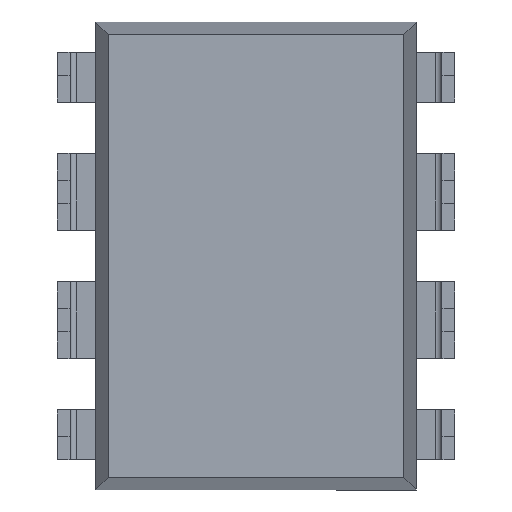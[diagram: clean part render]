
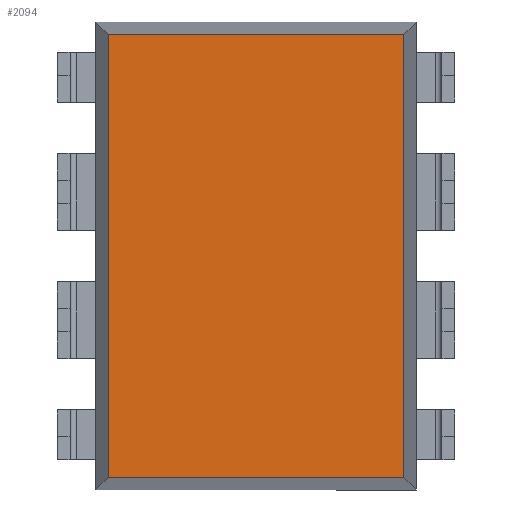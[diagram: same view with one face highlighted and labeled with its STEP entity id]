
A CAD part, front view. The second image highlights one B-rep face of the part: STEP entity #2094.
In plain terms, the highlighted planar face has unit normal (0, -1, 0).
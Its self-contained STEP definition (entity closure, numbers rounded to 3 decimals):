
#21=DIRECTION ( 'NONE',  ( 0., 0., 1. ) );
#79=LINE ( 'NONE', #2649, #287 );
#90=DIRECTION ( 'NONE',  ( 1., 0., 0. ) );
#98=DIRECTION ( 'NONE',  ( -1., 0., 0. ) );
#121=VECTOR ( 'NONE', #21, 1000. );
#129=VECTOR ( 'NONE', #98, 1000. );
#147=VECTOR ( 'NONE', #857, 1000. );
#272=CARTESIAN_POINT ( 'NONE',  ( 2.928, -2.477, 0. ) );
#287=VECTOR ( 'NONE', #90, 1000. );
#378=ORIENTED_EDGE ( 'NONE', *, *, #1342, .T. );
#521=EDGE_CURVE ( 'NONE', #2273, #1555, #2218, .T. );
#710=CARTESIAN_POINT ( 'NONE',  ( 0., -2.477, 4.389 ) );
#809=CARTESIAN_POINT ( 'NONE',  ( -2.928, -2.477, -4.389 ) );
#831=ORIENTED_EDGE ( 'NONE', *, *, #858, .T. );
#857=DIRECTION ( 'NONE',  ( 0., 0., -1. ) );
#858=EDGE_CURVE ( 'NONE', #1555, #1476, #79, .T. );
#890=DIRECTION ( 'NONE',  ( 0., -1., 0. ) );
#1259=CARTESIAN_POINT ( 'NONE',  ( -2.928, -2.477, 4.389 ) );
#1311=CARTESIAN_POINT ( 'NONE',  ( 0., -2.477, 0. ) );
#1342=EDGE_CURVE ( 'NONE', #1845, #2273, #1888, .T. );
#1352=ORIENTED_EDGE ( 'NONE', *, *, #521, .T. );
#1362=CARTESIAN_POINT ( 'NONE',  ( 2.928, -2.477, -4.389 ) );
#1476=VERTEX_POINT ( 'NONE', #1362 );
#1555=VERTEX_POINT ( 'NONE', #809 );
#1580=AXIS2_PLACEMENT_3D ( 'NONE', #1311, #890, #857 );
#1742=EDGE_CURVE ( 'NONE', #1476, #1845, #1832, .T. );
#1832=LINE ( 'NONE', #272, #121 );
#1845=VERTEX_POINT ( 'NONE', #2396 );
#1888=LINE ( 'NONE', #710, #129 );
#2094=ADVANCED_FACE ( 'NONE', ( #2347 ), #2488, .T. );
#2218=LINE ( 'NONE', #2434, #147 );
#2273=VERTEX_POINT ( 'NONE', #1259 );
#2347=FACE_OUTER_BOUND ( 'NONE', #2453, .T. );
#2396=CARTESIAN_POINT ( 'NONE',  ( 2.928, -2.477, 4.389 ) );
#2434=CARTESIAN_POINT ( 'NONE',  ( -2.928, -2.477, 0. ) );
#2453=EDGE_LOOP ( 'NONE', ( #831, #2545, #378, #1352 ) );
#2488=PLANE ( 'NONE',  #1580 );
#2545=ORIENTED_EDGE ( 'NONE', *, *, #1742, .T. );
#2649=CARTESIAN_POINT ( 'NONE',  ( 0., -2.477, -4.389 ) );
